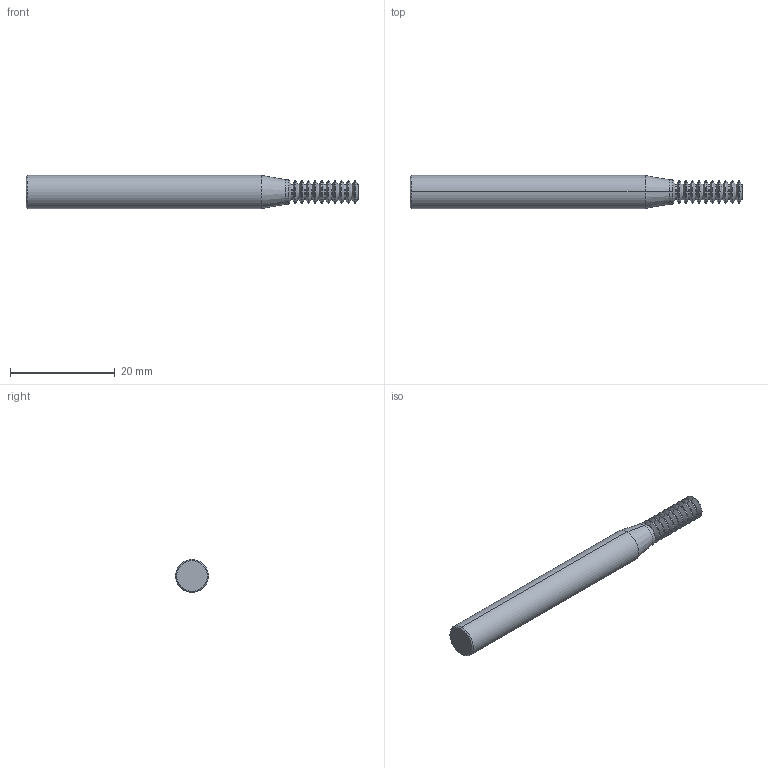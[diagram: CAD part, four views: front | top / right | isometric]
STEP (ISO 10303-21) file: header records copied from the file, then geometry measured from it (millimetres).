
FILE_DESCRIPTION (( 'STEP AP203' ), '1' );
FILE_NAME ('TMI180-20H.STEP', '2021-09-16T18:19:24', ( '' ), ( '' ), 'SwSTEP 2.0', 'SolidWorks 2020', '' );
FILE_SCHEMA (( 'CONFIG_CONTROL_DESIGN' ));
Length unit declared in the file: inch
Products named in the file (1): TMI180-20H
Bounding box: 63.5 x 6.34 x 6.34 mm (x, y, z)
Volume: 1687.3 mm3; surface area: 1291.9 mm2
Topology: 1 solids, 1 shells, 94 faces, 186 edges, 94 vertices
Faces by surface type: cylinder 46, cone 46, plane 2
Entity records: 2423 total; most frequent: DIRECTION 470, CARTESIAN_POINT 375, ORIENTED_EDGE 372, AXIS2_PLACEMENT_3D 189, EDGE_CURVE 186, EDGE_LOOP 94, FACE_OUTER_BOUND 94, VERTEX_POINT 94
